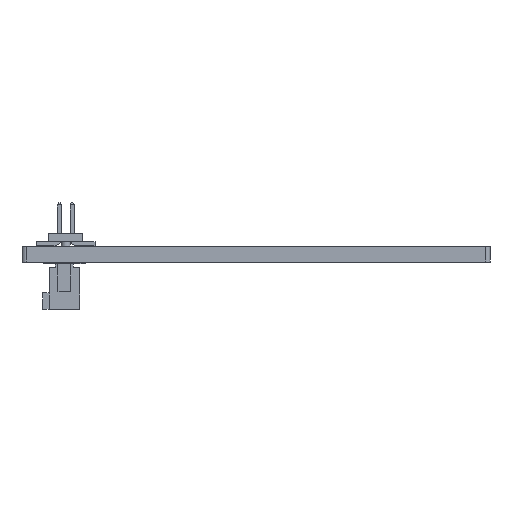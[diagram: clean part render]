
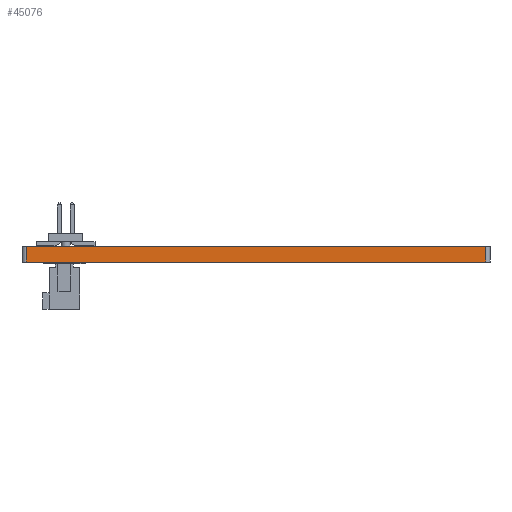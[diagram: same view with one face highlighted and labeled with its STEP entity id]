
A CAD part, front view. The second image highlights one B-rep face of the part: STEP entity #45076.
In plain terms, the highlighted planar face has unit normal (0, -1, 0).
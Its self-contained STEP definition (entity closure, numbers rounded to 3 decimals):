
#42913 = PLANE('',#42914);
#42914 = AXIS2_PLACEMENT_3D('',#42915,#42916,#42917);
#42915 = CARTESIAN_POINT('',(152.269,-102.079,1.6));
#42916 = DIRECTION('',(-0.,-0.,-1.));
#42917 = DIRECTION('',(-1.,0.,0.));
#42967 = PLANE('',#42968);
#42968 = AXIS2_PLACEMENT_3D('',#42969,#42970,#42971);
#42969 = CARTESIAN_POINT('',(152.269,-102.079,0.));
#42970 = DIRECTION('',(-0.,-0.,-1.));
#42971 = DIRECTION('',(-1.,0.,0.));
#43180 = VERTEX_POINT('',#43181);
#43181 = CARTESIAN_POINT('',(175.7,-125.1,0.));
#43200 = CYLINDRICAL_SURFACE('',#43201,0.4);
#43201 = AXIS2_PLACEMENT_3D('',#43202,#43203,#43204);
#43202 = CARTESIAN_POINT('',(175.7,-124.7,0.));
#43203 = DIRECTION('',(-0.,-0.,-1.));
#43204 = DIRECTION('',(1.,0.,-0.));
#43212 = EDGE_CURVE('',#43180,#43213,#43215,.T.);
#43213 = VERTEX_POINT('',#43214);
#43214 = CARTESIAN_POINT('',(129.7,-125.1,0.));
#43215 = SURFACE_CURVE('',#43216,(#43220,#43227),.PCURVE_S1.);
#43216 = LINE('',#43217,#43218);
#43217 = CARTESIAN_POINT('',(175.7,-125.1,0.));
#43218 = VECTOR('',#43219,1.);
#43219 = DIRECTION('',(-1.,0.,0.));
#43220 = PCURVE('',#42967,#43221);
#43221 = DEFINITIONAL_REPRESENTATION('',(#43222),#43226);
#43222 = LINE('',#43223,#43224);
#43223 = CARTESIAN_POINT('',(-23.431,-23.021));
#43224 = VECTOR('',#43225,1.);
#43225 = DIRECTION('',(1.,0.));
#43226 = ( GEOMETRIC_REPRESENTATION_CONTEXT(2) 
PARAMETRIC_REPRESENTATION_CONTEXT() REPRESENTATION_CONTEXT('2D SPACE',''
  ) );
#43227 = PCURVE('',#43228,#43233);
#43228 = PLANE('',#43229);
#43229 = AXIS2_PLACEMENT_3D('',#43230,#43231,#43232);
#43230 = CARTESIAN_POINT('',(175.7,-125.1,0.));
#43231 = DIRECTION('',(0.,-1.,0.));
#43232 = DIRECTION('',(-1.,0.,0.));
#43233 = DEFINITIONAL_REPRESENTATION('',(#43234),#43238);
#43234 = LINE('',#43235,#43236);
#43235 = CARTESIAN_POINT('',(0.,0.));
#43236 = VECTOR('',#43237,1.);
#43237 = DIRECTION('',(1.,0.));
#43238 = ( GEOMETRIC_REPRESENTATION_CONTEXT(2) 
PARAMETRIC_REPRESENTATION_CONTEXT() REPRESENTATION_CONTEXT('2D SPACE',''
  ) );
#43261 = CYLINDRICAL_SURFACE('',#43262,0.4);
#43262 = AXIS2_PLACEMENT_3D('',#43263,#43264,#43265);
#43263 = CARTESIAN_POINT('',(129.7,-124.7,0.));
#43264 = DIRECTION('',(-0.,-0.,-1.));
#43265 = DIRECTION('',(1.,0.,-0.));
#44148 = VERTEX_POINT('',#44149);
#44149 = CARTESIAN_POINT('',(175.7,-125.1,1.6));
#44175 = EDGE_CURVE('',#44148,#44176,#44178,.T.);
#44176 = VERTEX_POINT('',#44177);
#44177 = CARTESIAN_POINT('',(129.7,-125.1,1.6));
#44178 = SURFACE_CURVE('',#44179,(#44183,#44190),.PCURVE_S1.);
#44179 = LINE('',#44180,#44181);
#44180 = CARTESIAN_POINT('',(175.7,-125.1,1.6));
#44181 = VECTOR('',#44182,1.);
#44182 = DIRECTION('',(-1.,0.,0.));
#44183 = PCURVE('',#42913,#44184);
#44184 = DEFINITIONAL_REPRESENTATION('',(#44185),#44189);
#44185 = LINE('',#44186,#44187);
#44186 = CARTESIAN_POINT('',(-23.431,-23.021));
#44187 = VECTOR('',#44188,1.);
#44188 = DIRECTION('',(1.,0.));
#44189 = ( GEOMETRIC_REPRESENTATION_CONTEXT(2) 
PARAMETRIC_REPRESENTATION_CONTEXT() REPRESENTATION_CONTEXT('2D SPACE',''
  ) );
#44190 = PCURVE('',#43228,#44191);
#44191 = DEFINITIONAL_REPRESENTATION('',(#44192),#44196);
#44192 = LINE('',#44193,#44194);
#44193 = CARTESIAN_POINT('',(0.,-1.6));
#44194 = VECTOR('',#44195,1.);
#44195 = DIRECTION('',(1.,0.));
#44196 = ( GEOMETRIC_REPRESENTATION_CONTEXT(2) 
PARAMETRIC_REPRESENTATION_CONTEXT() REPRESENTATION_CONTEXT('2D SPACE',''
  ) );
#45026 = EDGE_CURVE('',#43180,#44148,#45027,.T.);
#45027 = SURFACE_CURVE('',#45028,(#45032,#45039),.PCURVE_S1.);
#45028 = LINE('',#45029,#45030);
#45029 = CARTESIAN_POINT('',(175.7,-125.1,0.));
#45030 = VECTOR('',#45031,1.);
#45031 = DIRECTION('',(0.,0.,1.));
#45032 = PCURVE('',#43200,#45033);
#45033 = DEFINITIONAL_REPRESENTATION('',(#45034),#45038);
#45034 = LINE('',#45035,#45036);
#45035 = CARTESIAN_POINT('',(-4.712,0.));
#45036 = VECTOR('',#45037,1.);
#45037 = DIRECTION('',(-0.,-1.));
#45038 = ( GEOMETRIC_REPRESENTATION_CONTEXT(2) 
PARAMETRIC_REPRESENTATION_CONTEXT() REPRESENTATION_CONTEXT('2D SPACE',''
  ) );
#45039 = PCURVE('',#43228,#45040);
#45040 = DEFINITIONAL_REPRESENTATION('',(#45041),#45045);
#45041 = LINE('',#45042,#45043);
#45042 = CARTESIAN_POINT('',(0.,0.));
#45043 = VECTOR('',#45044,1.);
#45044 = DIRECTION('',(0.,-1.));
#45045 = ( GEOMETRIC_REPRESENTATION_CONTEXT(2) 
PARAMETRIC_REPRESENTATION_CONTEXT() REPRESENTATION_CONTEXT('2D SPACE',''
  ) );
#45076 = ADVANCED_FACE('',(#45077),#43228,.T.);
#45077 = FACE_BOUND('',#45078,.T.);
#45078 = EDGE_LOOP('',(#45079,#45080,#45081,#45102));
#45079 = ORIENTED_EDGE('',*,*,#45026,.T.);
#45080 = ORIENTED_EDGE('',*,*,#44175,.T.);
#45081 = ORIENTED_EDGE('',*,*,#45082,.F.);
#45082 = EDGE_CURVE('',#43213,#44176,#45083,.T.);
#45083 = SURFACE_CURVE('',#45084,(#45088,#45095),.PCURVE_S1.);
#45084 = LINE('',#45085,#45086);
#45085 = CARTESIAN_POINT('',(129.7,-125.1,0.));
#45086 = VECTOR('',#45087,1.);
#45087 = DIRECTION('',(0.,0.,1.));
#45088 = PCURVE('',#43228,#45089);
#45089 = DEFINITIONAL_REPRESENTATION('',(#45090),#45094);
#45090 = LINE('',#45091,#45092);
#45091 = CARTESIAN_POINT('',(46.,0.));
#45092 = VECTOR('',#45093,1.);
#45093 = DIRECTION('',(0.,-1.));
#45094 = ( GEOMETRIC_REPRESENTATION_CONTEXT(2) 
PARAMETRIC_REPRESENTATION_CONTEXT() REPRESENTATION_CONTEXT('2D SPACE',''
  ) );
#45095 = PCURVE('',#43261,#45096);
#45096 = DEFINITIONAL_REPRESENTATION('',(#45097),#45101);
#45097 = LINE('',#45098,#45099);
#45098 = CARTESIAN_POINT('',(-4.712,0.));
#45099 = VECTOR('',#45100,1.);
#45100 = DIRECTION('',(-0.,-1.));
#45101 = ( GEOMETRIC_REPRESENTATION_CONTEXT(2) 
PARAMETRIC_REPRESENTATION_CONTEXT() REPRESENTATION_CONTEXT('2D SPACE',''
  ) );
#45102 = ORIENTED_EDGE('',*,*,#43212,.F.);
